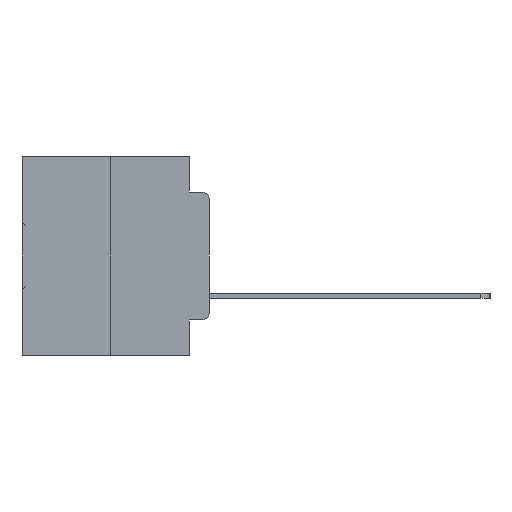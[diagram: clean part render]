
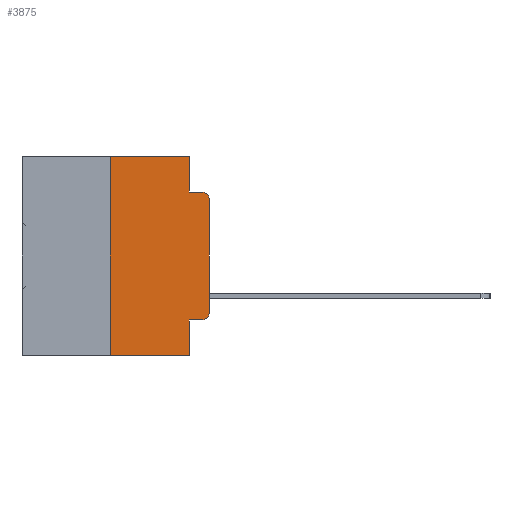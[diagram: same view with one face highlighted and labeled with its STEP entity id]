
A CAD part, left-side view. The second image highlights one B-rep face of the part: STEP entity #3875.
In plain terms, the highlighted planar face has unit normal (-1, 0, 0).
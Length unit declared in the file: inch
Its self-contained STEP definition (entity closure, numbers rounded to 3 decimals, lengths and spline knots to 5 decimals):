
#209 = DIRECTION ( 'NONE',  ( -1., 0., 0. ) ) ;
#333 = VECTOR ( 'NONE', #16914, 39.37008 ) ;
#833 = ORIENTED_EDGE ( 'NONE', *, *, #11795, .T. ) ;
#1012 = AXIS2_PLACEMENT_3D ( 'NONE', #4238, #23299, #7026 ) ;
#1161 = CIRCLE ( 'NONE', #32397, 0.02 ) ;
#1202 = CARTESIAN_POINT ( 'NONE',  ( 0., 0.051, -0.4115 ) ) ;
#1576 = DIRECTION ( 'NONE',  ( 0., -1., 0. ) ) ;
#1833 = LINE ( 'NONE', #4512, #15580 ) ;
#2060 = LINE ( 'NONE', #8686, #333 ) ;
#2811 = EDGE_CURVE ( 'NONE', #15993, #17163, #23411, .T. ) ;
#3875 = ADVANCED_FACE ( 'NONE', ( #33253 ), #31878, .F. ) ;
#4238 = CARTESIAN_POINT ( 'NONE',  ( 0., 0.02, -0.1085 ) ) ;
#4437 = EDGE_LOOP ( 'NONE', ( #31742, #11180, #26355, #12879, #27241, #28585, #20060, #30106, #833, #28034 ) ) ;
#4512 = CARTESIAN_POINT ( 'NONE',  ( 0., 0.051, -0.0885 ) ) ;
#4574 = VERTEX_POINT ( 'NONE', #19413 ) ;
#5808 = LINE ( 'NONE', #7140, #33577 ) ;
#5853 = DIRECTION ( 'NONE',  ( 1., 0., 0. ) ) ;
#7026 = DIRECTION ( 'NONE',  ( 0., 0., -1. ) ) ;
#7140 = CARTESIAN_POINT ( 'NONE',  ( 0., 0.473, -0.5 ) ) ;
#7416 = DIRECTION ( 'NONE',  ( 0., 0., 1. ) ) ;
#8180 = CARTESIAN_POINT ( 'NONE',  ( 0., 0.02, -0.4115 ) ) ;
#8412 = DIRECTION ( 'NONE',  ( 0., -1., 0. ) ) ;
#8686 = CARTESIAN_POINT ( 'NONE',  ( 0., 0., 0. ) ) ;
#9962 = EDGE_CURVE ( 'NONE', #25386, #19567, #1161, .T. ) ;
#10418 = VECTOR ( 'NONE', #13144, 39.37008 ) ;
#11180 = ORIENTED_EDGE ( 'NONE', *, *, #24465, .T. ) ;
#11795 = EDGE_CURVE ( 'NONE', #15274, #25386, #19442, .T. ) ;
#12791 = CARTESIAN_POINT ( 'NONE',  ( 0., 0.25, 0. ) ) ;
#12879 = ORIENTED_EDGE ( 'NONE', *, *, #19091, .F. ) ;
#12972 = DIRECTION ( 'NONE',  ( 0., 0., -1. ) ) ;
#13144 = DIRECTION ( 'NONE',  ( 0., 0., -1. ) ) ;
#13159 = VERTEX_POINT ( 'NONE', #19956 ) ;
#15274 = VERTEX_POINT ( 'NONE', #1202 ) ;
#15422 = DIRECTION ( 'NONE',  ( 0., -1., 0. ) ) ;
#15444 = EDGE_CURVE ( 'NONE', #15274, #21740, #21659, .T. ) ;
#15580 = VECTOR ( 'NONE', #15422, 39.37008 ) ;
#15993 = VERTEX_POINT ( 'NONE', #31454 ) ;
#16664 = CARTESIAN_POINT ( 'NONE',  ( 0., 0.02, -0.3915 ) ) ;
#16914 = DIRECTION ( 'NONE',  ( 0., 0., 1. ) ) ;
#17163 = VERTEX_POINT ( 'NONE', #30984 ) ;
#17292 = EDGE_CURVE ( 'NONE', #32492, #15993, #20689, .T. ) ;
#17756 = EDGE_CURVE ( 'NONE', #32492, #21740, #5808, .T. ) ;
#19091 = EDGE_CURVE ( 'NONE', #17163, #28328, #19361, .T. ) ;
#19361 = LINE ( 'NONE', #21187, #10418 ) ;
#19363 = DIRECTION ( 'NONE',  ( 0., 0., -1. ) ) ;
#19413 = CARTESIAN_POINT ( 'NONE',  ( 0., 0., -0.1085 ) ) ;
#19442 = LINE ( 'NONE', #24626, #20280 ) ;
#19567 = VERTEX_POINT ( 'NONE', #25865 ) ;
#19790 = CARTESIAN_POINT ( 'NONE',  ( 0., 0.473, 0. ) ) ;
#19956 = CARTESIAN_POINT ( 'NONE',  ( 0., 0.02, -0.0885 ) ) ;
#20060 = ORIENTED_EDGE ( 'NONE', *, *, #17756, .T. ) ;
#20280 = VECTOR ( 'NONE', #8412, 39.37008 ) ;
#20689 = LINE ( 'NONE', #12791, #34808 ) ;
#21187 = CARTESIAN_POINT ( 'NONE',  ( 0., 0.051, 0. ) ) ;
#21659 = LINE ( 'NONE', #31712, #27970 ) ;
#21740 = VERTEX_POINT ( 'NONE', #22060 ) ;
#22060 = CARTESIAN_POINT ( 'NONE',  ( 0., 0.051, -0.5 ) ) ;
#22668 = EDGE_CURVE ( 'NONE', #28328, #13159, #1833, .T. ) ;
#23299 = DIRECTION ( 'NONE',  ( -1., 0., 0. ) ) ;
#23411 = LINE ( 'NONE', #19790, #25088 ) ;
#24465 = EDGE_CURVE ( 'NONE', #4574, #13159, #28877, .T. ) ;
#24626 = CARTESIAN_POINT ( 'NONE',  ( 0., 0.051, -0.4115 ) ) ;
#25088 = VECTOR ( 'NONE', #33024, 39.37008 ) ;
#25386 = VERTEX_POINT ( 'NONE', #8180 ) ;
#25865 = CARTESIAN_POINT ( 'NONE',  ( 0., 0., -0.3915 ) ) ;
#26276 = EDGE_CURVE ( 'NONE', #19567, #4574, #2060, .T. ) ;
#26355 = ORIENTED_EDGE ( 'NONE', *, *, #22668, .F. ) ;
#27241 = ORIENTED_EDGE ( 'NONE', *, *, #2811, .F. ) ;
#27970 = VECTOR ( 'NONE', #12972, 39.37008 ) ;
#28034 = ORIENTED_EDGE ( 'NONE', *, *, #9962, .T. ) ;
#28328 = VERTEX_POINT ( 'NONE', #33627 ) ;
#28585 = ORIENTED_EDGE ( 'NONE', *, *, #17292, .F. ) ;
#28877 = CIRCLE ( 'NONE', #1012, 0.02 ) ;
#30106 = ORIENTED_EDGE ( 'NONE', *, *, #15444, .F. ) ;
#30984 = CARTESIAN_POINT ( 'NONE',  ( 0., 0.051, 0. ) ) ;
#31417 = AXIS2_PLACEMENT_3D ( 'NONE', #32625, #5853, #31996 ) ;
#31454 = CARTESIAN_POINT ( 'NONE',  ( 0., 0.25, 0. ) ) ;
#31712 = CARTESIAN_POINT ( 'NONE',  ( 0., 0.051, 0. ) ) ;
#31742 = ORIENTED_EDGE ( 'NONE', *, *, #26276, .T. ) ;
#31878 = PLANE ( 'NONE',  #31417 ) ;
#31996 = DIRECTION ( 'NONE',  ( 0., 0., -1. ) ) ;
#32397 = AXIS2_PLACEMENT_3D ( 'NONE', #16664, #209, #19363 ) ;
#32492 = VERTEX_POINT ( 'NONE', #34761 ) ;
#32625 = CARTESIAN_POINT ( 'NONE',  ( 0., 0.473, 0. ) ) ;
#33024 = DIRECTION ( 'NONE',  ( 0., -1., 0. ) ) ;
#33253 = FACE_OUTER_BOUND ( 'NONE', #4437, .T. ) ;
#33577 = VECTOR ( 'NONE', #1576, 39.37008 ) ;
#33627 = CARTESIAN_POINT ( 'NONE',  ( 0., 0.051, -0.0885 ) ) ;
#34761 = CARTESIAN_POINT ( 'NONE',  ( 0., 0.25, -0.5 ) ) ;
#34808 = VECTOR ( 'NONE', #7416, 39.37008 ) ;
